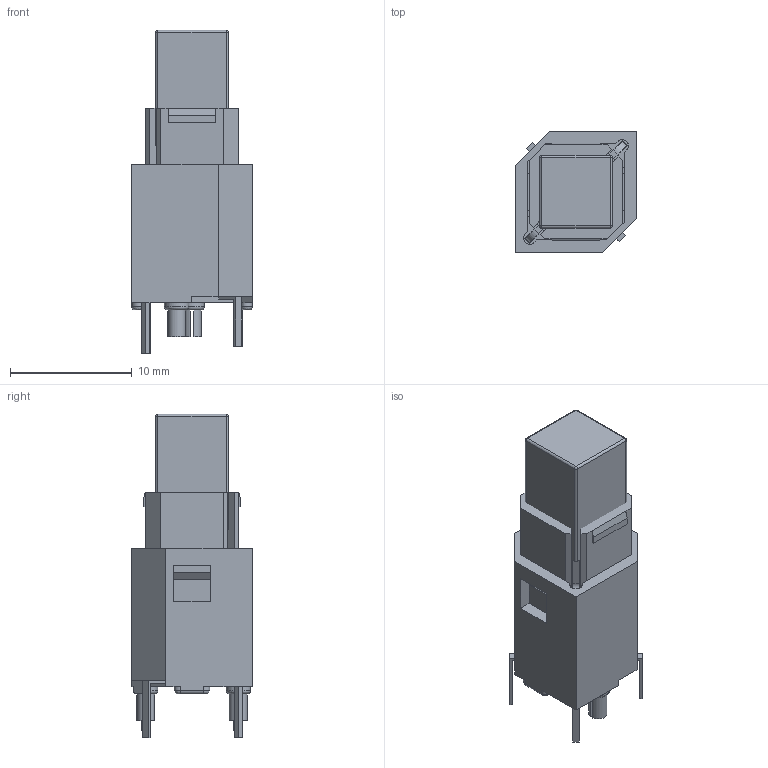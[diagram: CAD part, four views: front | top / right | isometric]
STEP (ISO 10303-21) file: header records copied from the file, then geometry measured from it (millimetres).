
FILE_DESCRIPTION((''),'2;1');
FILE_NAME('LP2S1WHTRED-N.stp','2011-05-18T16:13:18',('blarson'),(''),'Autodesk Inventor 11','Autodesk Inventor 11','');
FILE_SCHEMA(('AUTOMOTIVE_DESIGN { 1 0 10303 214 1 1 1 1 }'));
Length unit declared in the file: millimetre
Products named in the file (5): B250000; LP2 Housing; LP2 Plunger; LP2 S1 Button White; LP2 LED
Assembly tree (4 placements, depth 2):
  B250000
    LP2 Housing
    LP2 Plunger
    LP2 S1 Button White
    LP2 LED
Bounding box: 9.9 x 9.9 x 26.6 mm (x, y, z)
Volume: 1028.5 mm3; surface area: 2240.1 mm2
Topology: 4 solids, 4 shells, 247 faces, 645 edges, 414 vertices
Faces by surface type: plane 197, cylinder 39, sphere 5, bspline 4, torus 2
Full cylindrical faces by diameter (mm): 2 x1, 2.8 x1, 3.2 x2, 4.6 x1, 4.8 x1
Entity records: 7700 total; most frequent: CARTESIAN_POINT 1497, ORIENTED_EDGE 1256, DIRECTION 1217, EDGE_CURVE 628, VECTOR 541, LINE 541, VERTEX_POINT 410, AXIS2_PLACEMENT_3D 338
